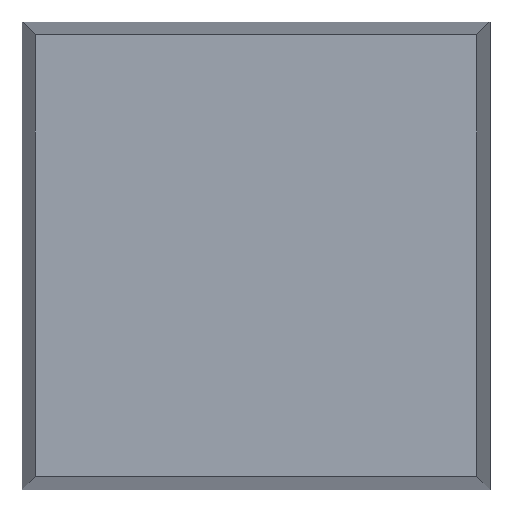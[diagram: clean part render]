
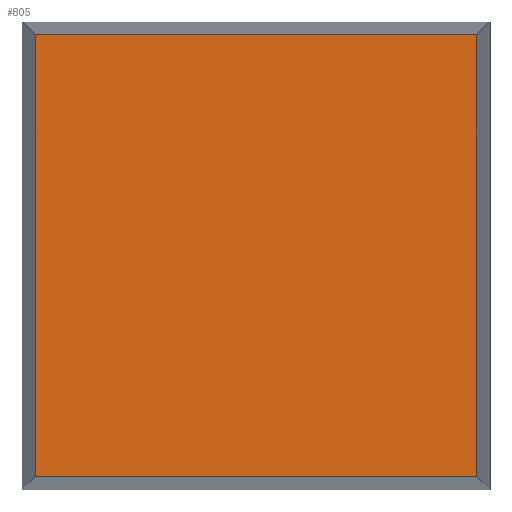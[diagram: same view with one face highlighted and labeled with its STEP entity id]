
A CAD part, top view. The second image highlights one B-rep face of the part: STEP entity #805.
In plain terms, the highlighted planar face has unit normal (0, 0, 1).
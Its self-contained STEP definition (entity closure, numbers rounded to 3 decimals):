
#805 = ADVANCED_FACE('',(#806),#840,.F.);
#806 = FACE_BOUND('',#807,.T.);
#807 = EDGE_LOOP('',(#808,#818,#826,#834));
#808 = ORIENTED_EDGE('',*,*,#809,.T.);
#809 = EDGE_CURVE('',#810,#812,#814,.T.);
#810 = VERTEX_POINT('',#811);
#811 = CARTESIAN_POINT('',(-9.9,9.9,11.05));
#812 = VERTEX_POINT('',#813);
#813 = CARTESIAN_POINT('',(-9.9,-9.9,11.05));
#814 = LINE('',#815,#816);
#815 = CARTESIAN_POINT('',(-9.9,9.9,11.05));
#816 = VECTOR('',#817,1.);
#817 = DIRECTION('',(0.,-1.,0.));
#818 = ORIENTED_EDGE('',*,*,#819,.T.);
#819 = EDGE_CURVE('',#812,#820,#822,.T.);
#820 = VERTEX_POINT('',#821);
#821 = CARTESIAN_POINT('',(9.9,-9.9,11.05));
#822 = LINE('',#823,#824);
#823 = CARTESIAN_POINT('',(9.9,-9.9,11.05));
#824 = VECTOR('',#825,1.);
#825 = DIRECTION('',(1.,0.,0.));
#826 = ORIENTED_EDGE('',*,*,#827,.T.);
#827 = EDGE_CURVE('',#820,#828,#830,.T.);
#828 = VERTEX_POINT('',#829);
#829 = CARTESIAN_POINT('',(9.9,9.9,11.05));
#830 = LINE('',#831,#832);
#831 = CARTESIAN_POINT('',(9.9,9.9,11.05));
#832 = VECTOR('',#833,1.);
#833 = DIRECTION('',(0.,1.,0.));
#834 = ORIENTED_EDGE('',*,*,#835,.T.);
#835 = EDGE_CURVE('',#828,#810,#836,.T.);
#836 = LINE('',#837,#838);
#837 = CARTESIAN_POINT('',(9.9,9.9,11.05));
#838 = VECTOR('',#839,1.);
#839 = DIRECTION('',(-1.,0.,0.));
#840 = PLANE('',#841);
#841 = AXIS2_PLACEMENT_3D('',#842,#843,#844);
#842 = CARTESIAN_POINT('',(0.,0.,11.05));
#843 = DIRECTION('',(0.,0.,-1.));
#844 = DIRECTION('',(0.,1.,0.));
